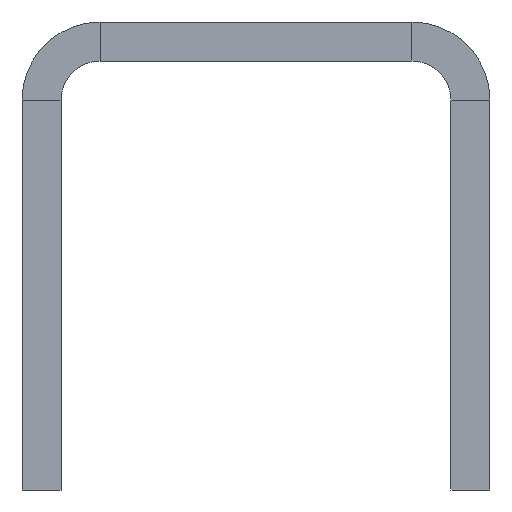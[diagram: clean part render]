
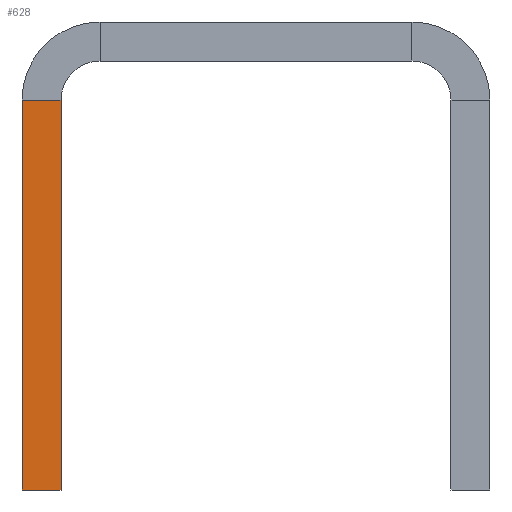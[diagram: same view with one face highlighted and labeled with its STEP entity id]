
A CAD part, left-side view. The second image highlights one B-rep face of the part: STEP entity #628.
In plain terms, the highlighted planar face has unit normal (-1, 0, 0).
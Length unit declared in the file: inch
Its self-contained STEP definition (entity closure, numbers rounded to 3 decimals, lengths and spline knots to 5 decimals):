
#45=LINE('',#1005,#105);
#52=LINE('',#1026,#112);
#53=LINE('',#1028,#113);
#54=LINE('',#1029,#114);
#105=VECTOR('',#814,39.37008);
#112=VECTOR('',#839,39.37008);
#113=VECTOR('',#840,39.37008);
#114=VECTOR('',#841,39.37008);
#144=PLANE('',#703);
#200=FACE_OUTER_BOUND('',#258,.T.);
#258=EDGE_LOOP('',(#523,#524,#525,#526));
#337=VERTEX_POINT('',#1003);
#338=VERTEX_POINT('',#1004);
#343=VERTEX_POINT('',#1025);
#344=VERTEX_POINT('',#1027);
#397=EDGE_CURVE('',#337,#338,#45,.T.);
#408=EDGE_CURVE('',#343,#338,#52,.T.);
#409=EDGE_CURVE('',#343,#344,#53,.T.);
#410=EDGE_CURVE('',#344,#337,#54,.T.);
#523=ORIENTED_EDGE('',*,*,#397,.T.);
#524=ORIENTED_EDGE('',*,*,#408,.F.);
#525=ORIENTED_EDGE('',*,*,#409,.T.);
#526=ORIENTED_EDGE('',*,*,#410,.T.);
#628=ADVANCED_FACE('',(#200),#144,.F.);
#703=AXIS2_PLACEMENT_3D('',#1024,#837,#838);
#814=DIRECTION('',(0.,1.,0.));
#837=DIRECTION('center_axis',(1.,0.,0.));
#838=DIRECTION('ref_axis',(0.,0.,-1.));
#839=DIRECTION('',(0.,0.,1.));
#840=DIRECTION('',(0.,-1.,0.));
#841=DIRECTION('',(0.,0.,1.));
#1003=CARTESIAN_POINT('',(0.,1.375,-0.25));
#1004=CARTESIAN_POINT('',(0.,1.5,-0.25));
#1005=CARTESIAN_POINT('',(0.,1.5,-0.25));
#1024=CARTESIAN_POINT('Origin',(0.,1.5,-0.125));
#1025=CARTESIAN_POINT('',(0.,1.5,-1.5));
#1026=CARTESIAN_POINT('',(0.,1.5,0.));
#1027=CARTESIAN_POINT('',(0.,1.375,-1.5));
#1028=CARTESIAN_POINT('',(0.,1.5,-1.5));
#1029=CARTESIAN_POINT('',(0.,1.375,-0.125));
